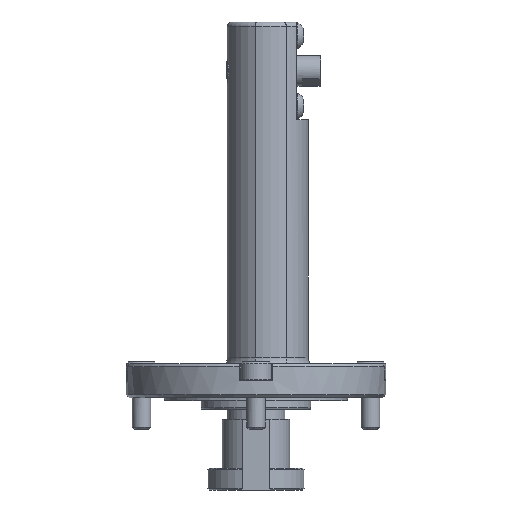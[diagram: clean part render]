
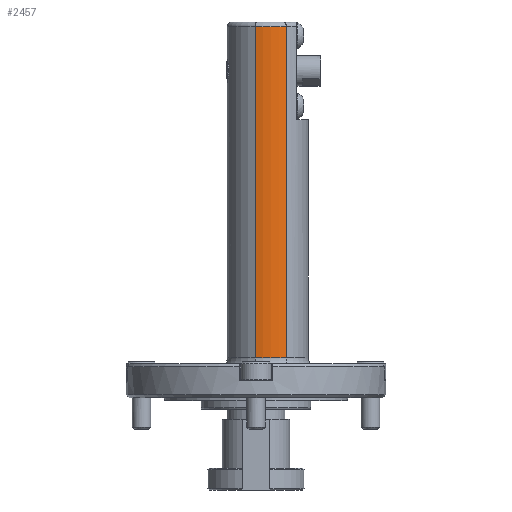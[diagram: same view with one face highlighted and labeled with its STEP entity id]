
A CAD part, left-side view. The second image highlights one B-rep face of the part: STEP entity #2457.
In plain terms, the highlighted cylindrical face has radius 11.913 mm (diameter 23.825 mm), a partial arc.
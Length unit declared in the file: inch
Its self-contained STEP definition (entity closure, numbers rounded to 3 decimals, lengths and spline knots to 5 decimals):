
#166 = ORIENTED_EDGE ( 'NONE', *, *, #5114, .F. ) ;
#217 = FACE_OUTER_BOUND ( 'NONE', #271, .T. ) ;
#246 = LINE ( 'NONE', #3165, #2869 ) ;
#271 = EDGE_LOOP ( 'NONE', ( #2165, #1498, #166, #2864 ) ) ;
#283 = VERTEX_POINT ( 'NONE', #4530 ) ;
#368 = CARTESIAN_POINT ( 'NONE',  ( 0., -0.112, -1.45477 ) ) ;
#525 = CARTESIAN_POINT ( 'NONE',  ( 0., -0.112, 3.828 ) ) ;
#749 = CARTESIAN_POINT ( 'NONE',  ( -0.42488, -0.31059, -1.45477 ) ) ;
#777 = CIRCLE ( 'NONE', #2496, 0.469 ) ;
#917 = DIRECTION ( 'NONE',  ( 1., 0., 0. ) ) ;
#968 = DIRECTION ( 'NONE',  ( 0., 0., 1. ) ) ;
#1421 = EDGE_CURVE ( 'NONE', #3993, #2547, #777, .T. ) ;
#1498 = ORIENTED_EDGE ( 'NONE', *, *, #4758, .T. ) ;
#1777 = VECTOR ( 'NONE', #3220, 39.37008 ) ;
#2165 = ORIENTED_EDGE ( 'NONE', *, *, #2176, .T. ) ;
#2176 = EDGE_CURVE ( 'NONE', #2547, #4880, #5200, .T. ) ;
#2457 = ADVANCED_FACE ( 'NONE', ( #217 ), #4891, .T. ) ;
#2496 = AXIS2_PLACEMENT_3D ( 'NONE', #3440, #968, #3849 ) ;
#2547 = VERTEX_POINT ( 'NONE', #4153 ) ;
#2814 = DIRECTION ( 'NONE',  ( 1., 0., 0. ) ) ;
#2864 = ORIENTED_EDGE ( 'NONE', *, *, #1421, .T. ) ;
#2869 = VECTOR ( 'NONE', #3584, 39.37008 ) ;
#2912 = CARTESIAN_POINT ( 'NONE',  ( -0.45351, 0.00755, 0.438 ) ) ;
#3002 = CARTESIAN_POINT ( 'NONE',  ( -0.42488, -0.31059, 3.828 ) ) ;
#3104 = AXIS2_PLACEMENT_3D ( 'NONE', #368, #3242, #2814 ) ;
#3165 = CARTESIAN_POINT ( 'NONE',  ( -0.45351, 0.00755, -1.45477 ) ) ;
#3220 = DIRECTION ( 'NONE',  ( 0., 0., 1. ) ) ;
#3242 = DIRECTION ( 'NONE',  ( 0., 0., 1. ) ) ;
#3391 = DIRECTION ( 'NONE',  ( 0., 0., -1. ) ) ;
#3440 = CARTESIAN_POINT ( 'NONE',  ( 0., -0.112, 0.438 ) ) ;
#3584 = DIRECTION ( 'NONE',  ( 0., 0., 1. ) ) ;
#3796 = AXIS2_PLACEMENT_3D ( 'NONE', #525, #3391, #917 ) ;
#3849 = DIRECTION ( 'NONE',  ( 1., 0., 0. ) ) ;
#3993 = VERTEX_POINT ( 'NONE', #2912 ) ;
#4153 = CARTESIAN_POINT ( 'NONE',  ( -0.42488, -0.31059, 0.438 ) ) ;
#4398 = CIRCLE ( 'NONE', #3796, 0.469 ) ;
#4530 = CARTESIAN_POINT ( 'NONE',  ( -0.45351, 0.00755, 3.828 ) ) ;
#4758 = EDGE_CURVE ( 'NONE', #4880, #283, #4398, .T. ) ;
#4880 = VERTEX_POINT ( 'NONE', #3002 ) ;
#4891 = CYLINDRICAL_SURFACE ( 'NONE', #3104, 0.469 ) ;
#5114 = EDGE_CURVE ( 'NONE', #3993, #283, #246, .T. ) ;
#5200 = LINE ( 'NONE', #749, #1777 ) ;
